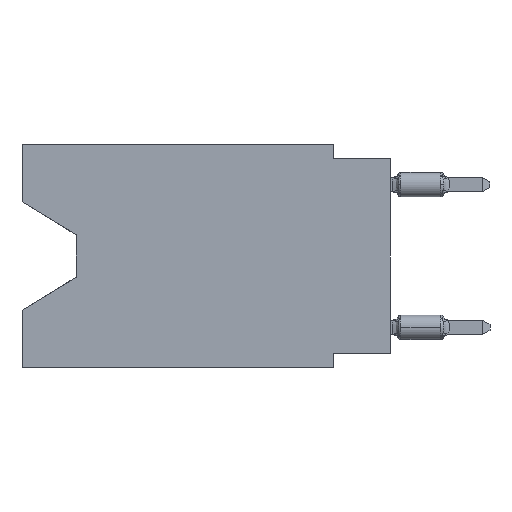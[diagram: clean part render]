
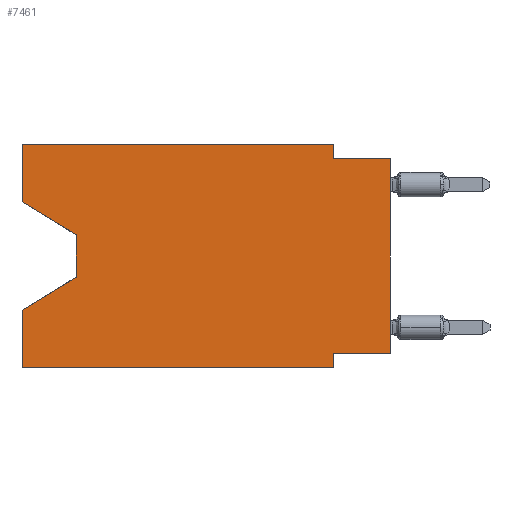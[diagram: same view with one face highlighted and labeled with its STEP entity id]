
A CAD part, left-side view. The second image highlights one B-rep face of the part: STEP entity #7461.
In plain terms, the highlighted planar face has unit normal (-1, 0, 0).
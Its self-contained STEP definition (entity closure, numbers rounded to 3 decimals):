
#242 = EDGE_CURVE ( 'NONE', #7000, #10196, #8808, .T. ) ;
#407 = ORIENTED_EDGE ( 'NONE', *, *, #3708, .F. ) ;
#669 = ORIENTED_EDGE ( 'NONE', *, *, #242, .F. ) ;
#818 = VECTOR ( 'NONE', #11504, 1000. ) ;
#1335 = DIRECTION ( 'NONE',  ( 0., 1., 0. ) ) ;
#1413 = EDGE_CURVE ( 'NONE', #8342, #8563, #7870, .T. ) ;
#1601 = DIRECTION ( 'NONE',  ( 0., -0.855, -0.519 ) ) ;
#1796 = CARTESIAN_POINT ( 'NONE',  ( 0., 0., 0. ) ) ;
#2161 = ORIENTED_EDGE ( 'NONE', *, *, #4346, .T. ) ;
#2226 = VECTOR ( 'NONE', #1335, 1000. ) ;
#2455 = LINE ( 'NONE', #12629, #12853 ) ;
#2533 = DIRECTION ( 'NONE',  ( 0., 0., 1. ) ) ;
#2548 = CARTESIAN_POINT ( 'NONE',  ( 0., 16.383, 0. ) ) ;
#2567 = CARTESIAN_POINT ( 'NONE',  ( 0., 2.54, 0. ) ) ;
#2632 = ORIENTED_EDGE ( 'NONE', *, *, #8596, .T. ) ;
#3597 = VECTOR ( 'NONE', #5434, 1000. ) ;
#3614 = VERTEX_POINT ( 'NONE', #14354 ) ;
#3708 = EDGE_CURVE ( 'NONE', #8029, #12742, #4943, .T. ) ;
#4012 = CARTESIAN_POINT ( 'NONE',  ( 0., 2.54, 0. ) ) ;
#4138 = VECTOR ( 'NONE', #5127, 1000. ) ;
#4346 = EDGE_CURVE ( 'NONE', #8029, #11567, #10522, .T. ) ;
#4360 = CARTESIAN_POINT ( 'NONE',  ( 0., 2.54, -9.271 ) ) ;
#4514 = VERTEX_POINT ( 'NONE', #11086 ) ;
#4898 = LINE ( 'NONE', #8212, #9120 ) ;
#4943 = LINE ( 'NONE', #8120, #9467 ) ;
#5104 = CARTESIAN_POINT ( 'NONE',  ( 0., 2.54, -0.635 ) ) ;
#5127 = DIRECTION ( 'NONE',  ( 0., 0., 1. ) ) ;
#5434 = DIRECTION ( 'NONE',  ( 0., 0.855, -0.519 ) ) ;
#5587 = CARTESIAN_POINT ( 'NONE',  ( 0., 2.54, -9.906 ) ) ;
#5762 = DIRECTION ( 'NONE',  ( 0., 0., 1. ) ) ;
#5918 = VECTOR ( 'NONE', #11172, 1000. ) ;
#6044 = CARTESIAN_POINT ( 'NONE',  ( 0., 0., -0.635 ) ) ;
#6353 = ORIENTED_EDGE ( 'NONE', *, *, #9876, .F. ) ;
#6539 = ORIENTED_EDGE ( 'NONE', *, *, #13132, .F. ) ;
#6577 = ORIENTED_EDGE ( 'NONE', *, *, #9336, .T. ) ;
#6841 = VERTEX_POINT ( 'NONE', #5104 ) ;
#7000 = VERTEX_POINT ( 'NONE', #4360 ) ;
#7012 = LINE ( 'NONE', #7084, #818 ) ;
#7070 = PLANE ( 'NONE',  #9547 ) ;
#7084 = CARTESIAN_POINT ( 'NONE',  ( 0., 16.383, 0. ) ) ;
#7148 = DIRECTION ( 'NONE',  ( 0., -1., 0. ) ) ;
#7149 = EDGE_CURVE ( 'NONE', #12742, #7471, #7012, .T. ) ;
#7461 = ADVANCED_FACE ( 'NONE', ( #9417 ), #7070, .F. ) ;
#7471 = VERTEX_POINT ( 'NONE', #2567 ) ;
#7492 = CARTESIAN_POINT ( 'NONE',  ( 0., 2.54, -9.906 ) ) ;
#7536 = LINE ( 'NONE', #4012, #10990 ) ;
#7870 = LINE ( 'NONE', #13301, #3597 ) ;
#8029 = VERTEX_POINT ( 'NONE', #9804 ) ;
#8114 = EDGE_CURVE ( 'NONE', #12217, #7000, #10254, .T. ) ;
#8120 = CARTESIAN_POINT ( 'NONE',  ( 0., 16.383, 0. ) ) ;
#8212 = CARTESIAN_POINT ( 'NONE',  ( 0., 13.97, -4.013 ) ) ;
#8290 = ORIENTED_EDGE ( 'NONE', *, *, #12916, .F. ) ;
#8342 = VERTEX_POINT ( 'NONE', #11657 ) ;
#8465 = ORIENTED_EDGE ( 'NONE', *, *, #14284, .T. ) ;
#8515 = CARTESIAN_POINT ( 'NONE',  ( 0., 16.383, -2.546 ) ) ;
#8563 = VERTEX_POINT ( 'NONE', #12519 ) ;
#8596 = EDGE_CURVE ( 'NONE', #4514, #10196, #8908, .T. ) ;
#8670 = ORIENTED_EDGE ( 'NONE', *, *, #7149, .F. ) ;
#8808 = LINE ( 'NONE', #7492, #5918 ) ;
#8832 = CARTESIAN_POINT ( 'NONE',  ( 0., 16.383, -9.906 ) ) ;
#8908 = LINE ( 'NONE', #8832, #11179 ) ;
#9120 = VECTOR ( 'NONE', #9388, 1000. ) ;
#9336 = EDGE_CURVE ( 'NONE', #12217, #3614, #9471, .T. ) ;
#9388 = DIRECTION ( 'NONE',  ( 0., 0., -1. ) ) ;
#9417 = FACE_OUTER_BOUND ( 'NONE', #14019, .T. ) ;
#9467 = VECTOR ( 'NONE', #5762, 1000. ) ;
#9471 = LINE ( 'NONE', #1796, #4138 ) ;
#9547 = AXIS2_PLACEMENT_3D ( 'NONE', #10313, #13901, #12592 ) ;
#9804 = CARTESIAN_POINT ( 'NONE',  ( 0., 16.383, -2.546 ) ) ;
#9876 = EDGE_CURVE ( 'NONE', #6841, #3614, #10667, .T. ) ;
#9888 = DIRECTION ( 'NONE',  ( 0., 0., -1. ) ) ;
#10196 = VERTEX_POINT ( 'NONE', #5587 ) ;
#10254 = LINE ( 'NONE', #12241, #2226 ) ;
#10313 = CARTESIAN_POINT ( 'NONE',  ( 0., 16.383, 0. ) ) ;
#10432 = ORIENTED_EDGE ( 'NONE', *, *, #8114, .F. ) ;
#10522 = LINE ( 'NONE', #8515, #11832 ) ;
#10667 = LINE ( 'NONE', #6044, #11294 ) ;
#10990 = VECTOR ( 'NONE', #9888, 1000. ) ;
#11086 = CARTESIAN_POINT ( 'NONE',  ( 0., 16.383, -9.906 ) ) ;
#11172 = DIRECTION ( 'NONE',  ( 0., 0., -1. ) ) ;
#11179 = VECTOR ( 'NONE', #13544, 1000. ) ;
#11294 = VECTOR ( 'NONE', #7148, 1000. ) ;
#11504 = DIRECTION ( 'NONE',  ( 0., -1., 0. ) ) ;
#11567 = VERTEX_POINT ( 'NONE', #11750 ) ;
#11657 = CARTESIAN_POINT ( 'NONE',  ( 0., 13.97, -5.893 ) ) ;
#11750 = CARTESIAN_POINT ( 'NONE',  ( 0., 13.97, -4.013 ) ) ;
#11832 = VECTOR ( 'NONE', #1601, 1000. ) ;
#12217 = VERTEX_POINT ( 'NONE', #12513 ) ;
#12238 = ORIENTED_EDGE ( 'NONE', *, *, #1413, .T. ) ;
#12241 = CARTESIAN_POINT ( 'NONE',  ( 0., 0., -9.271 ) ) ;
#12513 = CARTESIAN_POINT ( 'NONE',  ( 0., 0., -9.271 ) ) ;
#12519 = CARTESIAN_POINT ( 'NONE',  ( 0., 16.383, -7.36 ) ) ;
#12592 = DIRECTION ( 'NONE',  ( 0., 0., -1. ) ) ;
#12629 = CARTESIAN_POINT ( 'NONE',  ( 0., 16.383, 0. ) ) ;
#12742 = VERTEX_POINT ( 'NONE', #2548 ) ;
#12853 = VECTOR ( 'NONE', #2533, 1000. ) ;
#12916 = EDGE_CURVE ( 'NONE', #7471, #6841, #7536, .T. ) ;
#13132 = EDGE_CURVE ( 'NONE', #4514, #8563, #2455, .T. ) ;
#13301 = CARTESIAN_POINT ( 'NONE',  ( 0., 13.97, -5.893 ) ) ;
#13544 = DIRECTION ( 'NONE',  ( 0., -1., 0. ) ) ;
#13901 = DIRECTION ( 'NONE',  ( 1., 0., 0. ) ) ;
#14019 = EDGE_LOOP ( 'NONE', ( #2161, #8465, #12238, #6539, #2632, #669, #10432, #6577, #6353, #8290, #8670, #407 ) ) ;
#14284 = EDGE_CURVE ( 'NONE', #11567, #8342, #4898, .T. ) ;
#14354 = CARTESIAN_POINT ( 'NONE',  ( 0., 0., -0.635 ) ) ;
